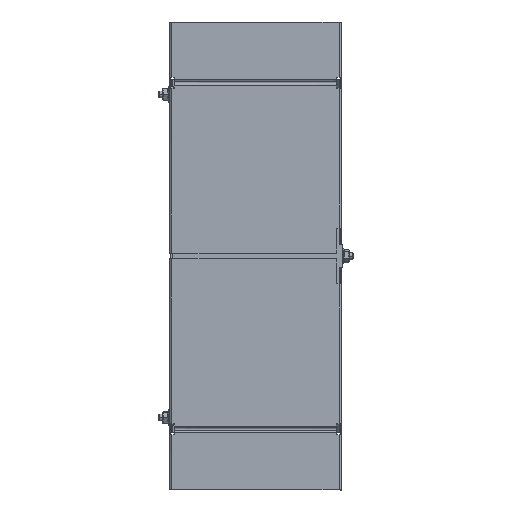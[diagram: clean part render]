
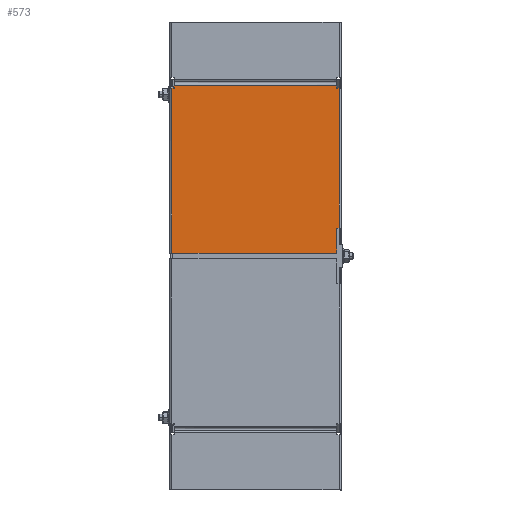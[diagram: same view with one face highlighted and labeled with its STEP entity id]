
A CAD part, front view. The second image highlights one B-rep face of the part: STEP entity #573.
In plain terms, the highlighted planar face has unit normal (0, -1, 0).
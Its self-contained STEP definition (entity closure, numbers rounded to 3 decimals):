
#573=ADVANCED_FACE('',(#1080),#8052,.T.);
#1080=FACE_OUTER_BOUND('',#1630,.T.);
#1630=EDGE_LOOP('',(#4065,#4066,#4067,#4068,#4069,#4070,#4071,#4072,#4073,
#4074,#4075));
#4065=ORIENTED_EDGE('',*,*,#5443,.T.);
#4066=ORIENTED_EDGE('',*,*,#5085,.F.);
#4067=ORIENTED_EDGE('',*,*,#5086,.F.);
#4068=ORIENTED_EDGE('',*,*,#5444,.T.);
#4069=ORIENTED_EDGE('',*,*,#5345,.F.);
#4070=ORIENTED_EDGE('',*,*,#5176,.F.);
#4071=ORIENTED_EDGE('',*,*,#5361,.F.);
#4072=ORIENTED_EDGE('',*,*,#5354,.F.);
#4073=ORIENTED_EDGE('',*,*,#5475,.F.);
#4074=ORIENTED_EDGE('',*,*,#5105,.F.);
#4075=ORIENTED_EDGE('',*,*,#5095,.F.);
#5085=EDGE_CURVE('',#7378,#7379,#6598,.T.);
#5086=EDGE_CURVE('',#7383,#7378,#6599,.T.);
#5095=EDGE_CURVE('',#7388,#7389,#6605,.T.);
#5105=EDGE_CURVE('',#7389,#7400,#6613,.T.);
#5176=EDGE_CURVE('',#7459,#7460,#5927,.T.);
#5345=EDGE_CURVE('',#7460,#7532,#6720,.T.);
#5354=EDGE_CURVE('',#7157,#7549,#6724,.T.);
#5361=EDGE_CURVE('',#7549,#7459,#6731,.T.);
#5443=EDGE_CURVE('',#7388,#7379,#6758,.T.);
#5444=EDGE_CURVE('',#7383,#7532,#6759,.T.);
#5475=EDGE_CURVE('',#7400,#7157,#6096,.T.);
#5927=(
BOUNDED_CURVE()
B_SPLINE_CURVE(2,(#18475,#18476,#18477),.UNSPECIFIED.,.F.,.F.)
B_SPLINE_CURVE_WITH_KNOTS((3,3),(-1.571,0.),.UNSPECIFIED.)
CURVE()
GEOMETRIC_REPRESENTATION_ITEM()
RATIONAL_B_SPLINE_CURVE((1.,0.707,1.))
REPRESENTATION_ITEM('')
);
#6096=(
BOUNDED_CURVE()
B_SPLINE_CURVE(1,(#19244,#19245),.UNSPECIFIED.,.F.,.F.)
B_SPLINE_CURVE_WITH_KNOTS((2,2),(0.,125.5),.UNSPECIFIED.)
CURVE()
GEOMETRIC_REPRESENTATION_ITEM()
RATIONAL_B_SPLINE_CURVE((1.,1.))
REPRESENTATION_ITEM('')
);
#6598=B_SPLINE_CURVE_WITH_KNOTS('',1,(#18252,#18253),.UNSPECIFIED.,.F.,
 .F.,(2,2),(0.,2.172),.UNSPECIFIED.);
#6599=B_SPLINE_CURVE_WITH_KNOTS('',1,(#18254,#18255),.UNSPECIFIED.,.F.,
 .F.,(2,2),(0.,2.3),.UNSPECIFIED.);
#6605=B_SPLINE_CURVE_WITH_KNOTS('',1,(#18277,#18278),.UNSPECIFIED.,.F.,
 .F.,(2,2),(0.,2.172),.UNSPECIFIED.);
#6613=B_SPLINE_CURVE_WITH_KNOTS('',1,(#18299,#18300),.UNSPECIFIED.,.F.,
 .F.,(2,2),(0.,2.3),.UNSPECIFIED.);
#6720=B_SPLINE_CURVE_WITH_KNOTS('',1,(#18913,#18914),.UNSPECIFIED.,.F.,
 .F.,(2,2),(0.,147.),.UNSPECIFIED.);
#6724=B_SPLINE_CURVE_WITH_KNOTS('',1,(#18934,#18935),.UNSPECIFIED.,.F.,
 .F.,(2,2),(-2.,0.),.UNSPECIFIED.);
#6731=B_SPLINE_CURVE_WITH_KNOTS('',1,(#18948,#18949),.UNSPECIFIED.,.F.,
 .F.,(2,2),(0.,21.5),.UNSPECIFIED.);
#6758=B_SPLINE_CURVE_WITH_KNOTS('',1,(#19165,#19166),.UNSPECIFIED.,.F.,
 .F.,(2,2),(-145.4,0.),.UNSPECIFIED.);
#6759=B_SPLINE_CURVE_WITH_KNOTS('',1,(#19167,#19168),.UNSPECIFIED.,.F.,
 .F.,(2,2),(0.,148.),.UNSPECIFIED.);
#7157=VERTEX_POINT('',#17227);
#7378=VERTEX_POINT('',#17448);
#7379=VERTEX_POINT('',#17449);
#7383=VERTEX_POINT('',#17453);
#7388=VERTEX_POINT('',#17458);
#7389=VERTEX_POINT('',#17459);
#7400=VERTEX_POINT('',#17470);
#7459=VERTEX_POINT('',#17529);
#7460=VERTEX_POINT('',#17530);
#7532=VERTEX_POINT('',#17602);
#7549=VERTEX_POINT('',#17619);
#8052=PLANE('',#8346);
#8346=AXIS2_PLACEMENT_3D('',#17057,#8606,$);
#8606=DIRECTION('',(0.,-1.,0.));
#17057=CARTESIAN_POINT('',(-90.001,-1.,377.69));
#17227=CARTESIAN_POINT('',(75.,-1.,235.));
#17448=CARTESIAN_POINT('',(-72.7,-1.,360.5));
#17449=CARTESIAN_POINT('',(-72.7,-1.,362.672));
#17453=CARTESIAN_POINT('',(-75.,-1.,360.5));
#17458=CARTESIAN_POINT('',(72.7,-1.,362.672));
#17459=CARTESIAN_POINT('',(72.7,-1.,360.5));
#17470=CARTESIAN_POINT('',(75.,-1.,360.5));
#17529=CARTESIAN_POINT('',(73.,-1.,213.5));
#17530=CARTESIAN_POINT('',(72.,-1.,212.5));
#17602=CARTESIAN_POINT('',(-75.,-1.,212.5));
#17619=CARTESIAN_POINT('',(73.,-1.,235.));
#18252=CARTESIAN_POINT('',(-72.7,-1.,360.5));
#18253=CARTESIAN_POINT('',(-72.7,-1.,362.672));
#18254=CARTESIAN_POINT('',(-75.,-1.,360.5));
#18255=CARTESIAN_POINT('',(-72.7,-1.,360.5));
#18277=CARTESIAN_POINT('',(72.7,-1.,362.672));
#18278=CARTESIAN_POINT('',(72.7,-1.,360.5));
#18299=CARTESIAN_POINT('',(72.7,-1.,360.5));
#18300=CARTESIAN_POINT('',(75.,-1.,360.5));
#18475=CARTESIAN_POINT('',(73.,-1.,213.5));
#18476=CARTESIAN_POINT('',(73.,-1.,212.5));
#18477=CARTESIAN_POINT('',(72.,-1.,212.5));
#18913=CARTESIAN_POINT('',(72.,-1.,212.5));
#18914=CARTESIAN_POINT('',(-75.,-1.,212.5));
#18934=CARTESIAN_POINT('',(75.,-1.,235.));
#18935=CARTESIAN_POINT('',(73.,-1.,235.));
#18948=CARTESIAN_POINT('',(73.,-1.,235.));
#18949=CARTESIAN_POINT('',(73.,-1.,213.5));
#19165=CARTESIAN_POINT('',(72.7,-1.,362.672));
#19166=CARTESIAN_POINT('',(-72.7,-1.,362.672));
#19167=CARTESIAN_POINT('',(-75.,-1.,360.5));
#19168=CARTESIAN_POINT('',(-75.,-1.,212.5));
#19244=CARTESIAN_POINT('',(75.,-1.,360.5));
#19245=CARTESIAN_POINT('',(75.,-1.,235.));
